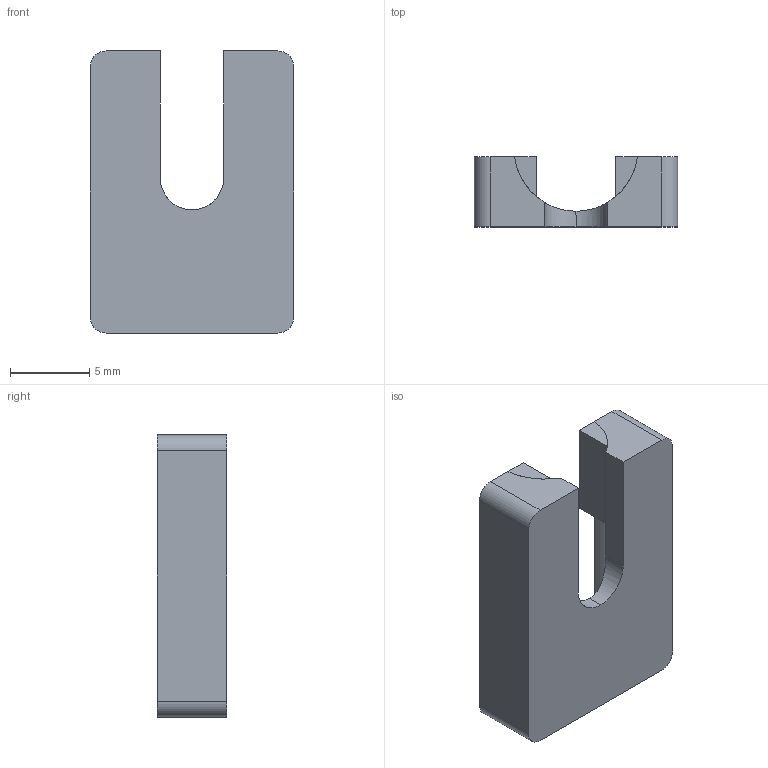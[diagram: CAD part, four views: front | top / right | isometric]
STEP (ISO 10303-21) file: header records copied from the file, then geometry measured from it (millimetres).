
FILE_DESCRIPTION (( 'STEP AP214' ), '1' );
FILE_NAME ('Jack Housing Bottom.STEP', '2025-09-04T17:16:00', ( 'koogar' ), ( '' ), 'SwSTEP 2.0', 'SolidWorks 2023', '' );
FILE_SCHEMA (( 'AUTOMOTIVE_DESIGN' ));
Length unit declared in the file: millimetre
Products named in the file (1): Jack Housing Bottom
Bounding box: 12.8 x 4.4 x 17.75 mm (x, y, z)
Volume: 622.6 mm3; surface area: 776.2 mm2
Topology: 3 solids, 3 shells, 27 faces, 63 edges, 42 vertices
Faces by surface type: plane 18, cylinder 9
Entity records: 839 total; most frequent: CARTESIAN_POINT 161, DIRECTION 134, ORIENTED_EDGE 126, EDGE_CURVE 63, AXIS2_PLACEMENT_3D 45, VECTOR 44, LINE 44, VERTEX_POINT 42
